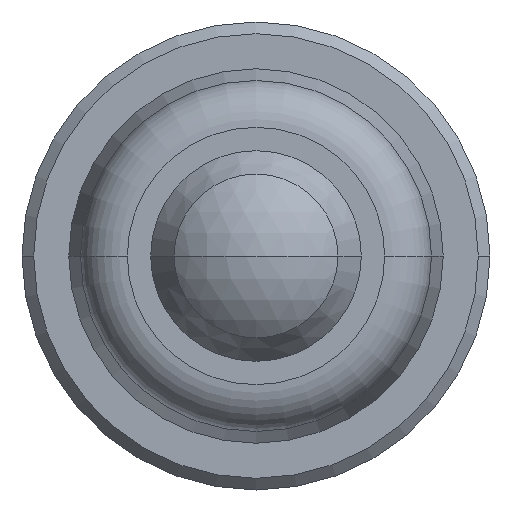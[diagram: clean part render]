
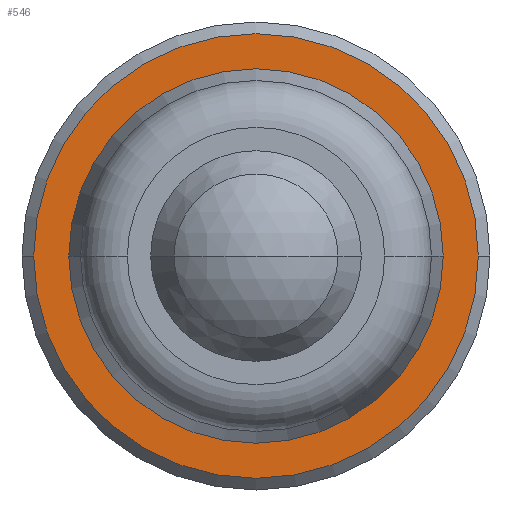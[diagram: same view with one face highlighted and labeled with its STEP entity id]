
A CAD part, left-side view. The second image highlights one B-rep face of the part: STEP entity #546.
In plain terms, the highlighted planar face has unit normal (-1, 0, 0).
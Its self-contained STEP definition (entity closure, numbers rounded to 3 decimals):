
#21 = VERTEX_POINT ( 'NONE', #609 ) ;
#43 = DIRECTION ( 'NONE',  ( 1., 0., 0. ) ) ;
#53 = DIRECTION ( 'NONE',  ( 0., 1., 0. ) ) ;
#88 = EDGE_LOOP ( 'NONE', ( #389, #781 ) ) ;
#170 = DIRECTION ( 'NONE',  ( 0., 1., 0. ) ) ;
#194 = CIRCLE ( 'NONE', #227, 0.8 ) ;
#214 = CIRCLE ( 'NONE', #596, 0.95 ) ;
#220 = CARTESIAN_POINT ( 'NONE',  ( 257.359, -143.588, 0. ) ) ;
#227 = AXIS2_PLACEMENT_3D ( 'NONE', #612, #801, #170 ) ;
#245 = EDGE_CURVE ( 'NONE', #452, #21, #194, .T. ) ;
#247 = AXIS2_PLACEMENT_3D ( 'NONE', #220, #572, #53 ) ;
#253 = CARTESIAN_POINT ( 'NONE',  ( 257.359, -142.638, 0. ) ) ;
#303 = CIRCLE ( 'NONE', #839, 0.8 ) ;
#310 = CARTESIAN_POINT ( 'NONE',  ( 257.359, -144.538, 0. ) ) ;
#324 = EDGE_CURVE ( 'NONE', #21, #452, #303, .T. ) ;
#326 = CARTESIAN_POINT ( 'NONE',  ( 257.359, -144.388, 0. ) ) ;
#329 = CARTESIAN_POINT ( 'NONE',  ( 257.359, -143.588, 0. ) ) ;
#333 = DIRECTION ( 'NONE',  ( 0., 1., 0. ) ) ;
#389 = ORIENTED_EDGE ( 'NONE', *, *, #393, .F. ) ;
#393 = EDGE_CURVE ( 'NONE', #806, #880, #214, .T. ) ;
#411 = ORIENTED_EDGE ( 'NONE', *, *, #324, .T. ) ;
#447 = AXIS2_PLACEMENT_3D ( 'NONE', #496, #498, #871 ) ;
#452 = VERTEX_POINT ( 'NONE', #326 ) ;
#466 = DIRECTION ( 'NONE',  ( 1., 0., 0. ) ) ;
#496 = CARTESIAN_POINT ( 'NONE',  ( 257.359, -142.713, 0. ) ) ;
#498 = DIRECTION ( 'NONE',  ( -1., 0., 0. ) ) ;
#545 = ORIENTED_EDGE ( 'NONE', *, *, #245, .T. ) ;
#546 = ADVANCED_FACE ( 'NONE', ( #737, #576 ), #928, .T. ) ;
#572 = DIRECTION ( 'NONE',  ( 1., 0., 0. ) ) ;
#576 = FACE_OUTER_BOUND ( 'NONE', #88, .T. ) ;
#596 = AXIS2_PLACEMENT_3D ( 'NONE', #329, #43, #333 ) ;
#609 = CARTESIAN_POINT ( 'NONE',  ( 257.359, -142.788, 0. ) ) ;
#612 = CARTESIAN_POINT ( 'NONE',  ( 257.359, -143.588, 0. ) ) ;
#643 = EDGE_LOOP ( 'NONE', ( #545, #411 ) ) ;
#667 = EDGE_CURVE ( 'NONE', #880, #806, #771, .T. ) ;
#683 = CARTESIAN_POINT ( 'NONE',  ( 257.359, -143.588, 0. ) ) ;
#737 = FACE_BOUND ( 'NONE', #643, .T. ) ;
#752 = DIRECTION ( 'NONE',  ( 0., 1., 0. ) ) ;
#771 = CIRCLE ( 'NONE', #247, 0.95 ) ;
#781 = ORIENTED_EDGE ( 'NONE', *, *, #667, .F. ) ;
#801 = DIRECTION ( 'NONE',  ( 1., 0., 0. ) ) ;
#806 = VERTEX_POINT ( 'NONE', #310 ) ;
#839 = AXIS2_PLACEMENT_3D ( 'NONE', #683, #466, #752 ) ;
#871 = DIRECTION ( 'NONE',  ( 0., 0., 1. ) ) ;
#880 = VERTEX_POINT ( 'NONE', #253 ) ;
#928 = PLANE ( 'NONE',  #447 ) ;
